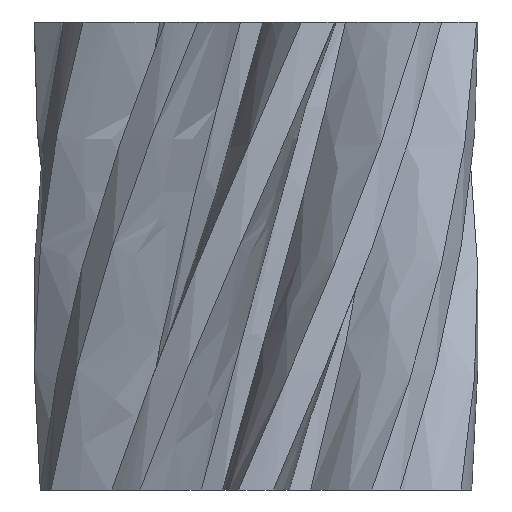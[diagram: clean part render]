
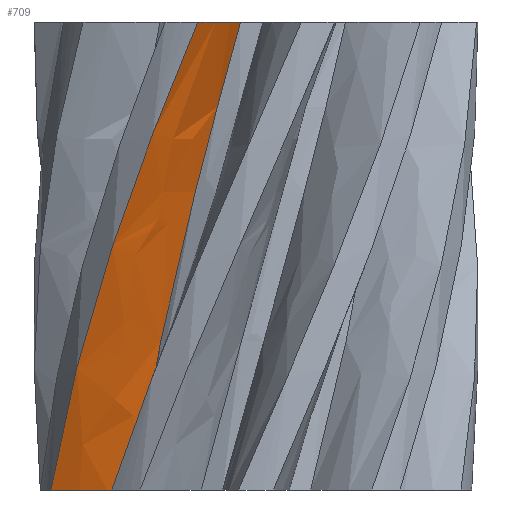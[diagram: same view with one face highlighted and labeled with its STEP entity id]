
A CAD part, front view. The second image highlights one B-rep face of the part: STEP entity #709.
In plain terms, the highlighted free-form (B-spline) face has degree [3, 3] with [4, 5] control points.
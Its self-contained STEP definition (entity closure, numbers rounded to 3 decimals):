
#55=FACE_OUTER_BOUND('',#97,.T.);
#97=EDGE_LOOP('',(#463,#464,#465,#466));
#152=B_SPLINE_CURVE_WITH_KNOTS('',3,(#1105,#1106,#1107,#1108),
 .UNSPECIFIED.,.F.,.F.,(4,4),(0.,0.912),.UNSPECIFIED.);
#158=B_SPLINE_CURVE_WITH_KNOTS('',3,(#1176,#1177,#1178,#1179),
 .UNSPECIFIED.,.F.,.F.,(4,4),(0.,0.217),.UNSPECIFIED.);
#159=B_SPLINE_CURVE_WITH_KNOTS('',3,(#1181,#1182,#1183,#1184,#1185,#1186,
#1187),.UNSPECIFIED.,.F.,.F.,(4,3,4),(0.,0.456,
0.912),.UNSPECIFIED.);
#160=B_SPLINE_CURVE_WITH_KNOTS('',3,(#1188,#1189,#1190,#1191),
 .UNSPECIFIED.,.F.,.F.,(4,4),(0.,0.441),
 .UNSPECIFIED.);
#247=VERTEX_POINT('',#1098);
#249=VERTEX_POINT('',#1104);
#253=VERTEX_POINT('',#1175);
#254=VERTEX_POINT('',#1180);
#332=EDGE_CURVE('',#249,#247,#152,.T.);
#338=EDGE_CURVE('',#253,#247,#158,.T.);
#339=EDGE_CURVE('',#254,#253,#159,.T.);
#340=EDGE_CURVE('',#249,#254,#160,.T.);
#463=ORIENTED_EDGE('',*,*,#338,.F.);
#464=ORIENTED_EDGE('',*,*,#339,.F.);
#465=ORIENTED_EDGE('',*,*,#340,.F.);
#466=ORIENTED_EDGE('',*,*,#332,.T.);
#679=B_SPLINE_SURFACE_WITH_KNOTS('',3,3,((#1155,#1156,#1157,#1158,#1159),
(#1160,#1161,#1162,#1163,#1164),(#1165,#1166,#1167,#1168,#1169),(#1170,
#1171,#1172,#1173,#1174)),.UNSPECIFIED.,.F.,.F.,.F.,(4,4),(4,1,4),(0.,
0.441),(0.,0.456,0.912),
 .UNSPECIFIED.);
#709=ADVANCED_FACE('',(#55),#679,.F.);
#1098=CARTESIAN_POINT('',(-0.398,-3.642,12.));
#1104=CARTESIAN_POINT('',(-3.124,-1.914,0.));
#1105=CARTESIAN_POINT('Ctrl Pts',(-3.124,-1.914,0.));
#1106=CARTESIAN_POINT('Ctrl Pts',(-2.542,-2.864,4.));
#1107=CARTESIAN_POINT('Ctrl Pts',(-1.506,-3.521,8.));
#1108=CARTESIAN_POINT('Ctrl Pts',(-0.398,-3.642,
12.));
#1155=CARTESIAN_POINT('Ctrl Pts',(-3.124,-1.914,0.));
#1156=CARTESIAN_POINT('Ctrl Pts',(-2.833,-2.389,2.));
#1157=CARTESIAN_POINT('Ctrl Pts',(-2.031,-3.204,6.));
#1158=CARTESIAN_POINT('Ctrl Pts',(-0.952,-3.582,
10.));
#1159=CARTESIAN_POINT('Ctrl Pts',(-0.398,-3.642,
12.));
#1160=CARTESIAN_POINT('Ctrl Pts',(-3.804,-2.157,0.));
#1161=CARTESIAN_POINT('Ctrl Pts',(-3.476,-2.735,2.));
#1162=CARTESIAN_POINT('Ctrl Pts',(-2.552,-3.739,6.));
#1163=CARTESIAN_POINT('Ctrl Pts',(-1.28,-4.234,10.));
#1164=CARTESIAN_POINT('Ctrl Pts',(-0.623,-4.328,
12.));
#1165=CARTESIAN_POINT('Ctrl Pts',(-4.537,-2.248,0.));
#1166=CARTESIAN_POINT('Ctrl Pts',(-4.196,-2.937,2.));
#1167=CARTESIAN_POINT('Ctrl Pts',(-3.193,-4.158,6.));
#1168=CARTESIAN_POINT('Ctrl Pts',(-1.755,-4.812,10.));
#1169=CARTESIAN_POINT('Ctrl Pts',(-1.,-4.964,12.));
#1170=CARTESIAN_POINT('Ctrl Pts',(-5.256,-2.177,0.));
#1171=CARTESIAN_POINT('Ctrl Pts',(-4.925,-2.976,2.));
#1172=CARTESIAN_POINT('Ctrl Pts',(-3.893,-4.42,6.));
#1173=CARTESIAN_POINT('Ctrl Pts',(-2.33,-5.261,10.));
#1174=CARTESIAN_POINT('Ctrl Pts',(-1.496,-5.489,12.));
#1175=CARTESIAN_POINT('',(-1.496,-5.489,12.));
#1176=CARTESIAN_POINT('Ctrl Pts',(-1.496,-5.489,12.));
#1177=CARTESIAN_POINT('Ctrl Pts',(-1.,-4.964,12.));
#1178=CARTESIAN_POINT('Ctrl Pts',(-0.623,-4.328,
12.));
#1179=CARTESIAN_POINT('Ctrl Pts',(-0.398,-3.642,
12.));
#1180=CARTESIAN_POINT('',(-5.256,-2.177,0.));
#1181=CARTESIAN_POINT('Ctrl Pts',(-5.256,-2.177,0.));
#1182=CARTESIAN_POINT('Ctrl Pts',(-4.925,-2.976,2.));
#1183=CARTESIAN_POINT('Ctrl Pts',(-4.409,-3.698,4.));
#1184=CARTESIAN_POINT('Ctrl Pts',(-3.76,-4.269,6.));
#1185=CARTESIAN_POINT('Ctrl Pts',(-3.111,-4.841,8.));
#1186=CARTESIAN_POINT('Ctrl Pts',(-2.33,-5.261,10.));
#1187=CARTESIAN_POINT('Ctrl Pts',(-1.496,-5.489,12.));
#1188=CARTESIAN_POINT('Ctrl Pts',(-3.124,-1.914,0.));
#1189=CARTESIAN_POINT('Ctrl Pts',(-3.804,-2.157,0.));
#1190=CARTESIAN_POINT('Ctrl Pts',(-4.537,-2.248,0.));
#1191=CARTESIAN_POINT('Ctrl Pts',(-5.256,-2.177,0.));
